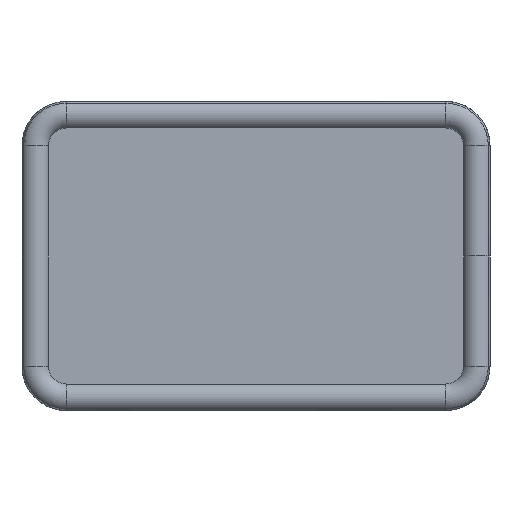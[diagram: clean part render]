
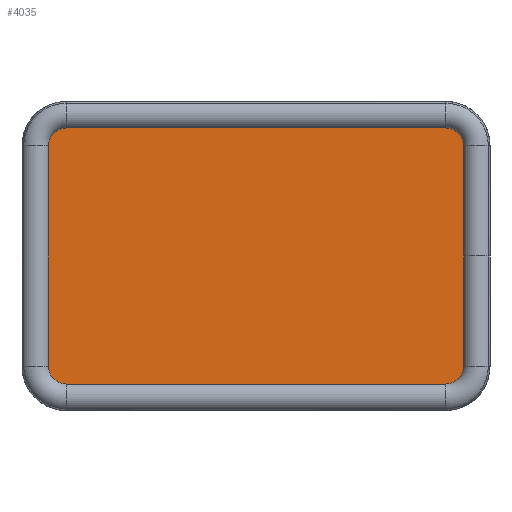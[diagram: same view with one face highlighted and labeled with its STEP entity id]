
A CAD part, front view. The second image highlights one B-rep face of the part: STEP entity #4035.
In plain terms, the highlighted planar face has unit normal (0, -1, 0).
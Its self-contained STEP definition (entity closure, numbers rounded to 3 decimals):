
#8 = DIRECTION ( 'NONE',  ( 0., 1., 0. ) ) ;
#238 = VECTOR ( 'NONE', #317, 1000. ) ;
#284 = CARTESIAN_POINT ( 'NONE',  ( 11.75, 0.5, -6.25 ) ) ;
#317 = DIRECTION ( 'NONE',  ( -1., 0., 0. ) ) ;
#337 = VERTEX_POINT ( 'NONE', #4432 ) ;
#455 = CARTESIAN_POINT ( 'NONE',  ( -10.75, 0.5, -7.25 ) ) ;
#475 = ORIENTED_EDGE ( 'NONE', *, *, #2957, .F. ) ;
#681 = CARTESIAN_POINT ( 'NONE',  ( 10.75, 0.5, -6.25 ) ) ;
#758 = ORIENTED_EDGE ( 'NONE', *, *, #6341, .F. ) ;
#840 = CARTESIAN_POINT ( 'NONE',  ( -10.75, 0.5, 6.25 ) ) ;
#854 = CARTESIAN_POINT ( 'NONE',  ( 10.75, 0.5, -7.25 ) ) ;
#927 = LINE ( 'NONE', #5181, #5433 ) ;
#958 = CARTESIAN_POINT ( 'NONE',  ( -10.75, 0.5, -6.25 ) ) ;
#1140 = VERTEX_POINT ( 'NONE', #2956 ) ;
#1155 = CARTESIAN_POINT ( 'NONE',  ( -11.75, 0.5, -6.25 ) ) ;
#1166 = AXIS2_PLACEMENT_3D ( 'NONE', #5287, #8, #5222 ) ;
#1199 = CIRCLE ( 'NONE', #4999, 1. ) ;
#1325 = VECTOR ( 'NONE', #5233, 1000. ) ;
#1428 = ORIENTED_EDGE ( 'NONE', *, *, #4319, .T. ) ;
#1490 = VERTEX_POINT ( 'NONE', #4434 ) ;
#1561 = DIRECTION ( 'NONE',  ( 0., 0., 1. ) ) ;
#1667 = DIRECTION ( 'NONE',  ( 0., 0., 1. ) ) ;
#1877 = EDGE_CURVE ( 'NONE', #1490, #3578, #5555, .T. ) ;
#2165 = DIRECTION ( 'NONE',  ( 0., 0., 1. ) ) ;
#2230 = CARTESIAN_POINT ( 'NONE',  ( -10.75, 0.5, 6.25 ) ) ;
#2235 = CARTESIAN_POINT ( 'NONE',  ( 10.75, 0.5, 7.25 ) ) ;
#2419 = EDGE_CURVE ( 'NONE', #3578, #5314, #3200, .T. ) ;
#2437 = DIRECTION ( 'NONE',  ( 0., 0., 1. ) ) ;
#2836 = AXIS2_PLACEMENT_3D ( 'NONE', #2230, #5311, #2165 ) ;
#2856 = LINE ( 'NONE', #284, #5212 ) ;
#2936 = CIRCLE ( 'NONE', #6389, 1. ) ;
#2956 = CARTESIAN_POINT ( 'NONE',  ( 11.75, 0.5, 6.25 ) ) ;
#2957 = EDGE_CURVE ( 'NONE', #3817, #3579, #5894, .T. ) ;
#2985 = DIRECTION ( 'NONE',  ( 0., 0., 1. ) ) ;
#3200 = LINE ( 'NONE', #3709, #1325 ) ;
#3305 = VERTEX_POINT ( 'NONE', #5477 ) ;
#3578 = VERTEX_POINT ( 'NONE', #5090 ) ;
#3579 = VERTEX_POINT ( 'NONE', #455 ) ;
#3709 = CARTESIAN_POINT ( 'NONE',  ( -10.75, 0.5, 7.25 ) ) ;
#3732 = CARTESIAN_POINT ( 'NONE',  ( 11.75, 0.5, 6.25 ) ) ;
#3735 = EDGE_CURVE ( 'NONE', #3305, #3817, #1199, .T. ) ;
#3817 = VERTEX_POINT ( 'NONE', #4924 ) ;
#3894 = DIRECTION ( 'NONE',  ( 0., 1., 0. ) ) ;
#4004 = PLANE ( 'NONE',  #2836 ) ;
#4024 = EDGE_CURVE ( 'NONE', #4672, #1490, #927, .T. ) ;
#4033 = ORIENTED_EDGE ( 'NONE', *, *, #1877, .F. ) ;
#4035 = ADVANCED_FACE ( 'NONE', ( #5568 ), #4004, .T. ) ;
#4162 = ORIENTED_EDGE ( 'NONE', *, *, #4024, .F. ) ;
#4251 = DIRECTION ( 'NONE',  ( 0., 0., 1. ) ) ;
#4319 = EDGE_CURVE ( 'NONE', #3305, #337, #2856, .T. ) ;
#4351 = ORIENTED_EDGE ( 'NONE', *, *, #6432, .F. ) ;
#4432 = CARTESIAN_POINT ( 'NONE',  ( 11.75, 0.5, 0. ) ) ;
#4434 = CARTESIAN_POINT ( 'NONE',  ( -11.75, 0.5, 6.25 ) ) ;
#4672 = VERTEX_POINT ( 'NONE', #1155 ) ;
#4717 = DIRECTION ( 'NONE',  ( 0., 0., -1. ) ) ;
#4924 = CARTESIAN_POINT ( 'NONE',  ( 10.75, 0.5, -7.25 ) ) ;
#4999 = AXIS2_PLACEMENT_3D ( 'NONE', #681, #6306, #1667 ) ;
#5008 = EDGE_LOOP ( 'NONE', ( #4033, #4162, #5751, #475, #6500, #1428, #4351, #758, #5516 ) ) ;
#5090 = CARTESIAN_POINT ( 'NONE',  ( -10.75, 0.5, 7.25 ) ) ;
#5181 = CARTESIAN_POINT ( 'NONE',  ( -11.75, 0.5, -6.25 ) ) ;
#5212 = VECTOR ( 'NONE', #4251, 1000. ) ;
#5222 = DIRECTION ( 'NONE',  ( 0., 0., 1. ) ) ;
#5233 = DIRECTION ( 'NONE',  ( 1., 0., 0. ) ) ;
#5287 = CARTESIAN_POINT ( 'NONE',  ( 10.75, 0.5, 6.25 ) ) ;
#5311 = DIRECTION ( 'NONE',  ( 0., -1., 0. ) ) ;
#5314 = VERTEX_POINT ( 'NONE', #2235 ) ;
#5378 = VECTOR ( 'NONE', #4717, 1000. ) ;
#5433 = VECTOR ( 'NONE', #1561, 1000. ) ;
#5477 = CARTESIAN_POINT ( 'NONE',  ( 11.75, 0.5, -6.25 ) ) ;
#5516 = ORIENTED_EDGE ( 'NONE', *, *, #2419, .F. ) ;
#5521 = EDGE_CURVE ( 'NONE', #3579, #4672, #2936, .T. ) ;
#5555 = CIRCLE ( 'NONE', #5980, 1. ) ;
#5568 = FACE_OUTER_BOUND ( 'NONE', #5008, .T. ) ;
#5751 = ORIENTED_EDGE ( 'NONE', *, *, #5521, .F. ) ;
#5894 = LINE ( 'NONE', #854, #238 ) ;
#5980 = AXIS2_PLACEMENT_3D ( 'NONE', #840, #6565, #2437 ) ;
#6080 = LINE ( 'NONE', #3732, #5378 ) ;
#6306 = DIRECTION ( 'NONE',  ( 0., 1., 0. ) ) ;
#6341 = EDGE_CURVE ( 'NONE', #5314, #1140, #6580, .T. ) ;
#6389 = AXIS2_PLACEMENT_3D ( 'NONE', #958, #3894, #2985 ) ;
#6432 = EDGE_CURVE ( 'NONE', #1140, #337, #6080, .T. ) ;
#6500 = ORIENTED_EDGE ( 'NONE', *, *, #3735, .F. ) ;
#6565 = DIRECTION ( 'NONE',  ( 0., 1., 0. ) ) ;
#6580 = CIRCLE ( 'NONE', #1166, 1. ) ;
